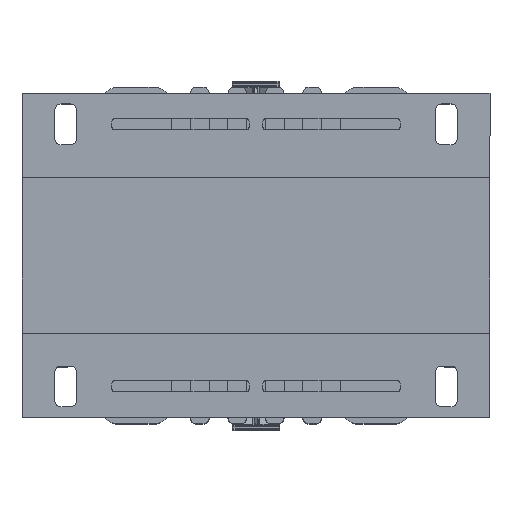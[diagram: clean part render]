
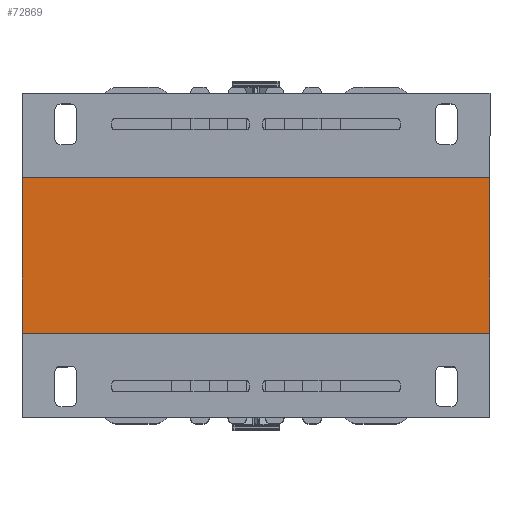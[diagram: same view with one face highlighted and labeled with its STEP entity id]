
A CAD part, top view. The second image highlights one B-rep face of the part: STEP entity #72869.
In plain terms, the highlighted planar face has unit normal (0, 0, 1).
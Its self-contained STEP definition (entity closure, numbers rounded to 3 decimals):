
#5941=FACE_OUTER_BOUND('',#9659,.T.);
#9659=EDGE_LOOP('',(#49035,#49036,#49037,#49038));
#13541=LINE('',#100432,#22662);
#13563=LINE('',#100484,#22684);
#13566=LINE('',#100490,#22687);
#13567=LINE('',#100491,#22688);
#22662=VECTOR('',#81678,10.);
#22684=VECTOR('',#81718,1.);
#22687=VECTOR('',#81723,1.);
#22688=VECTOR('',#81724,1.);
#31783=VERTEX_POINT('',#100430);
#31784=VERTEX_POINT('',#100431);
#31805=VERTEX_POINT('',#100483);
#31807=VERTEX_POINT('',#100489);
#38578=EDGE_CURVE('',#31783,#31784,#13541,.T.);
#38604=EDGE_CURVE('',#31784,#31805,#13563,.T.);
#38607=EDGE_CURVE('',#31783,#31807,#13566,.T.);
#38608=EDGE_CURVE('',#31807,#31805,#13567,.T.);
#49035=ORIENTED_EDGE('',*,*,#38578,.F.);
#49036=ORIENTED_EDGE('',*,*,#38607,.T.);
#49037=ORIENTED_EDGE('',*,*,#38608,.T.);
#49038=ORIENTED_EDGE('',*,*,#38604,.F.);
#69847=PLANE('',#76867);
#72869=ADVANCED_FACE('',(#5941),#69847,.T.);
#76867=AXIS2_PLACEMENT_3D('',#100488,#81721,#81722);
#81678=DIRECTION('',(1.,0.,0.));
#81718=DIRECTION('',(0.,-1.,0.));
#81721=DIRECTION('center_axis',(0.,0.,1.));
#81722=DIRECTION('ref_axis',(0.,-1.,0.));
#81723=DIRECTION('',(0.,-1.,0.));
#81724=DIRECTION('',(1.,0.,0.));
#100430=CARTESIAN_POINT('',(615.285,-284.691,87.5));
#100431=CARTESIAN_POINT('',(765.285,-284.691,87.5));
#100432=CARTESIAN_POINT('',(652.785,-284.691,87.5));
#100483=CARTESIAN_POINT('',(765.285,-334.691,87.5));
#100484=CARTESIAN_POINT('',(765.285,-234.691,87.5));
#100488=CARTESIAN_POINT('Origin',(615.285,-234.691,87.5));
#100489=CARTESIAN_POINT('',(615.285,-334.691,87.5));
#100490=CARTESIAN_POINT('',(615.285,-234.691,87.5));
#100491=CARTESIAN_POINT('',(765.285,-334.691,87.5));
